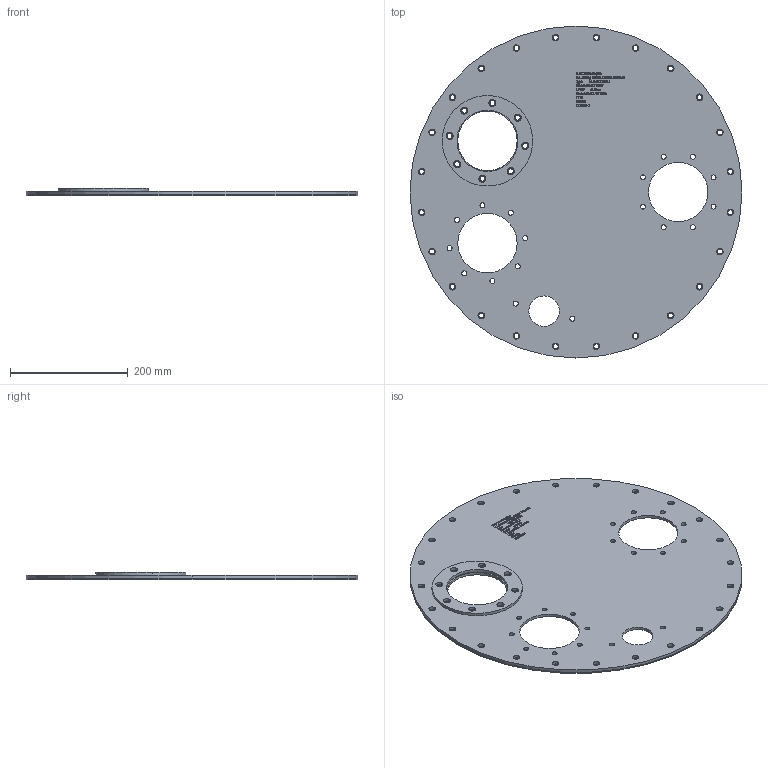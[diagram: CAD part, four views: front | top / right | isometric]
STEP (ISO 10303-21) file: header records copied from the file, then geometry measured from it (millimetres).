
FILE_DESCRIPTION (( 'STEP AP214' ), '1' );
FILE_NAME ('MANCOV204_252553.STEP', '2012-08-23T10:39:29', ( 'Admin2' ), ( '' ), 'SwSTEP 2.0', 'SolidWorks 2010', '' );
FILE_SCHEMA (( 'AUTOMOTIVE_DESIGN' ));
Length unit declared in the file: millimetre
Products named in the file (1): MANCOV204_252553
Bounding box: 565 x 565 x 12 mm (x, y, z)
Surface area: 592305 mm2 (no closed solid volume)
Topology: 0 solids, 51 shells, 349 faces, 2441 edges, 2138 vertices
Faces by surface type: cylinder 182, plane 111, bspline 56
Entity records: 38124 total; most frequent: CARTESIAN_POINT 17435, ORIENTED_EDGE 3099, DIRECTION 2657, EDGE_CURVE 2441, VERTEX_POINT 2138, LINE 1341, VECTOR 1341, B_SPLINE_CURVE_WITH_KNOTS 736
